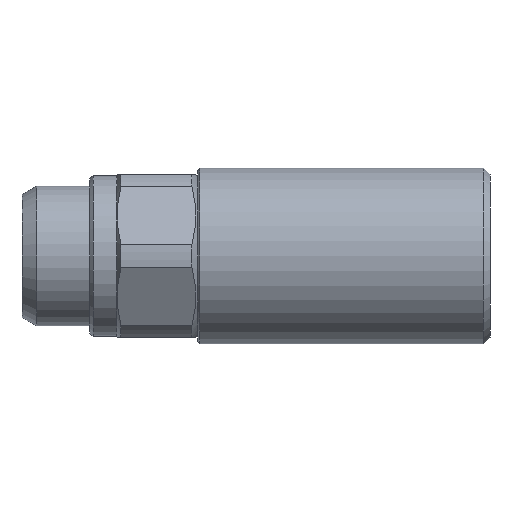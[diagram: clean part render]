
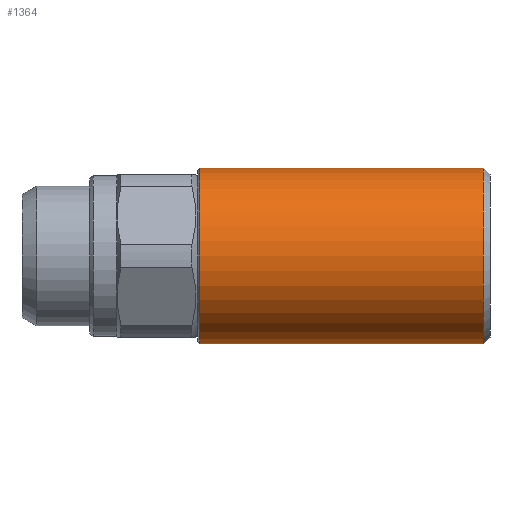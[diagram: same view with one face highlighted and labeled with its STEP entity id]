
A CAD part, front view. The second image highlights one B-rep face of the part: STEP entity #1364.
In plain terms, the highlighted cylindrical face has radius 13 mm (diameter 26 mm), a partial arc.
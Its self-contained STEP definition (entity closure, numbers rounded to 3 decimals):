
#234 = CARTESIAN_POINT ( 'NONE',  ( 7.4, 0., -13. ) ) ;
#259 = CARTESIAN_POINT ( 'NONE',  ( 7.4, 0., 13. ) ) ;
#303 = VECTOR ( 'NONE', #2640, 1000. ) ;
#504 = CARTESIAN_POINT ( 'NONE',  ( 7.4, 0., 0. ) ) ;
#505 = DIRECTION ( 'NONE',  ( -1., 0., 0. ) ) ;
#506 = DIRECTION ( 'NONE',  ( 0., 0., -1. ) ) ;
#1103 = VERTEX_POINT ( 'NONE', #234 ) ;
#1115 = VERTEX_POINT ( 'NONE', #259 ) ;
#1178 = ORIENTED_EDGE ( 'NONE', *, *, #2671, .T. ) ;
#1183 = ORIENTED_EDGE ( 'NONE', *, *, #2645, .F. ) ;
#1184 = ORIENTED_EDGE ( 'NONE', *, *, #3127, .T. ) ;
#1186 = ORIENTED_EDGE ( 'NONE', *, *, #1734, .F. ) ;
#1211 = AXIS2_PLACEMENT_3D ( 'NONE', #504, #505, #506 ) ;
#1364 = ADVANCED_FACE ( 'NONE', ( #2084 ), #2085, .T. ) ;
#1601 = CARTESIAN_POINT ( 'NONE',  ( -34.5, 0., 13. ) ) ;
#1629 = CARTESIAN_POINT ( 'NONE',  ( -34.5, 0., -13. ) ) ;
#1734 = EDGE_CURVE ( 'NONE', #4025, #3997, #2981, .T. ) ;
#2084 = FACE_OUTER_BOUND ( 'NONE', #3902, .T. ) ;
#2085 = CYLINDRICAL_SURFACE ( 'NONE', #4285, 13. ) ;
#2113 = LINE ( 'NONE', #2432, #2985 ) ;
#2123 = LINE ( 'NONE', #2639, #303 ) ;
#2432 = CARTESIAN_POINT ( 'NONE',  ( -48.515, 0., -13. ) ) ;
#2433 = DIRECTION ( 'NONE',  ( -1., 0., 0. ) ) ;
#2639 = CARTESIAN_POINT ( 'NONE',  ( -48.515, 0., 13. ) ) ;
#2640 = DIRECTION ( 'NONE',  ( -1., 0., 0. ) ) ;
#2645 = EDGE_CURVE ( 'NONE', #1103, #4025, #2113, .T. ) ;
#2671 = EDGE_CURVE ( 'NONE', #1115, #3997, #2123, .T. ) ;
#2817 = CARTESIAN_POINT ( 'NONE',  ( -48.515, 0., 0. ) ) ;
#2818 = DIRECTION ( 'NONE',  ( -1., 0., 0. ) ) ;
#2819 = DIRECTION ( 'NONE',  ( 0., 0., 1. ) ) ;
#2936 = CARTESIAN_POINT ( 'NONE',  ( -34.5, 0., 0. ) ) ;
#2937 = DIRECTION ( 'NONE',  ( -1., 0., 0. ) ) ;
#2938 = DIRECTION ( 'NONE',  ( 0., 0., 1. ) ) ;
#2977 = AXIS2_PLACEMENT_3D ( 'NONE', #2936, #2937, #2938 ) ;
#2981 = CIRCLE ( 'NONE', #2977, 13. ) ;
#2985 = VECTOR ( 'NONE', #2433, 1000. ) ;
#3127 = EDGE_CURVE ( 'NONE', #1103, #1115, #3194, .T. ) ;
#3194 = CIRCLE ( 'NONE', #1211, 13. ) ;
#3902 = EDGE_LOOP ( 'NONE', ( #1183, #1184, #1178, #1186 ) ) ;
#3997 = VERTEX_POINT ( 'NONE', #1601 ) ;
#4025 = VERTEX_POINT ( 'NONE', #1629 ) ;
#4285 = AXIS2_PLACEMENT_3D ( 'NONE', #2817, #2818, #2819 ) ;
